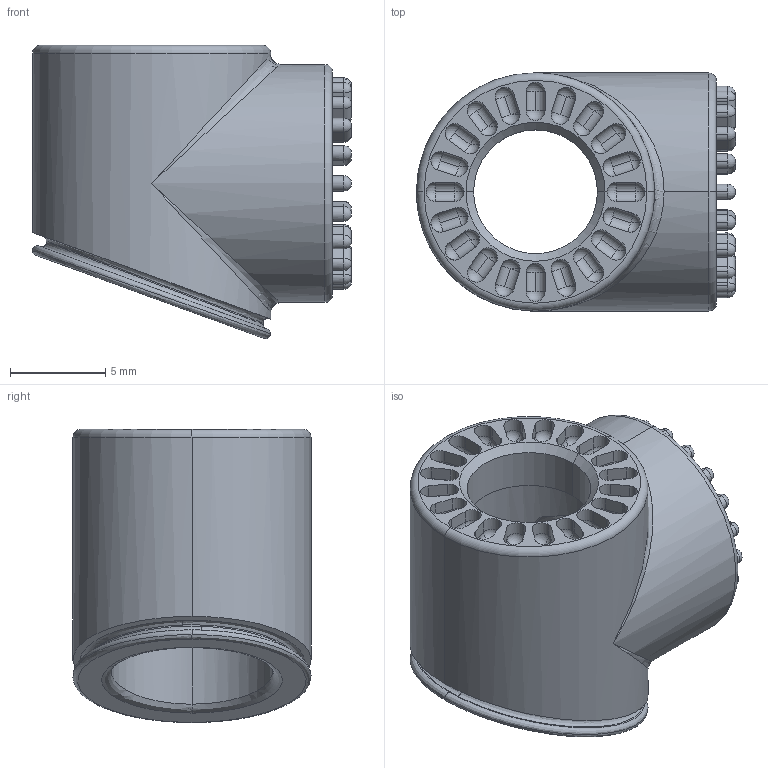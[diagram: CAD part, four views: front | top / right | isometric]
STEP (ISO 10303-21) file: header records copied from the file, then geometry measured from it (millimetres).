
FILE_DESCRIPTION (( 'STEP AP203' ), '1' );
FILE_NAME ('J5.STEP', '2024-09-28T08:42:43', ( '' ), ( '' ), 'SwSTEP 2.0', 'SolidWorks 2022', '' );
FILE_SCHEMA (( 'CONFIG_CONTROL_DESIGN' ));
Length unit declared in the file: millimetre
Products named in the file (1): J5
Bounding box: 16.75 x 12.5 x 15.39 mm (x, y, z)
Volume: 1261.6 mm3; surface area: 1464.9 mm2
Topology: 1 solids, 1 shells, 437 faces, 1114 edges, 629 vertices
Faces by surface type: cylinder 211, sphere 116, plane 87, bspline 17, torus 4, cone 2
Entity records: 13899 total; most frequent: CARTESIAN_POINT 4136, DIRECTION 2216, ORIENTED_EDGE 1900, EDGE_CURVE 950, AXIS2_PLACEMENT_3D 899, VERTEX_POINT 557, EDGE_LOOP 483, CIRCLE 478
